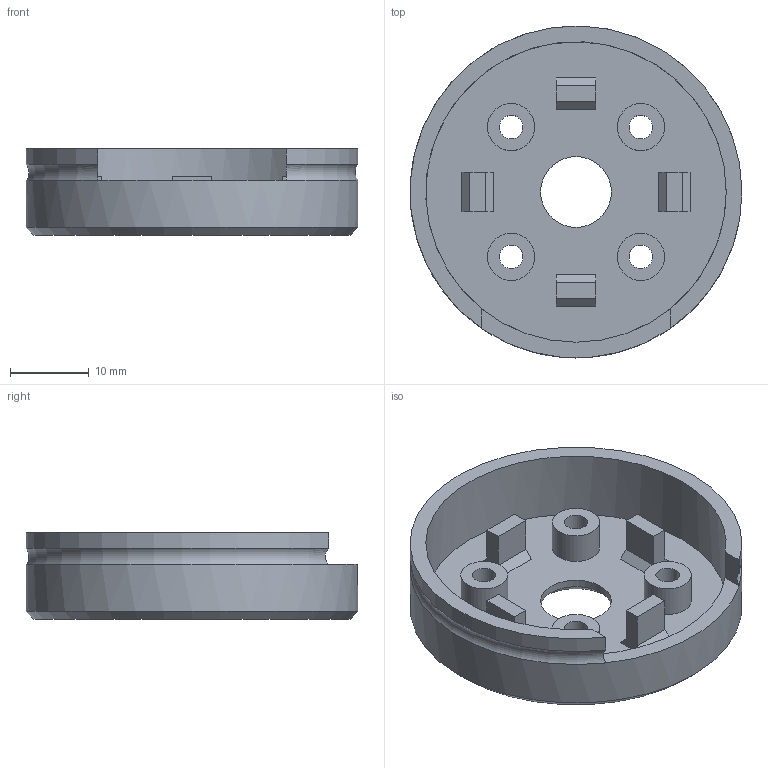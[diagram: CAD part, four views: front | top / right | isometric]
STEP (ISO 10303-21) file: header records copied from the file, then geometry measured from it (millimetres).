
FILE_DESCRIPTION(('FreeCAD Model'),'2;1');
FILE_NAME('Open CASCADE Shape Model','2025-01-07T19:54:16',('Author'),( ''),'Open CASCADE STEP processor 7.8','FreeCAD','Unknown');
FILE_SCHEMA(('AUTOMOTIVE_DESIGN { 1 0 10303 214 1 1 1 1 }'));
Length unit declared in the file: millimetre
Products named in the file (1): Body
Bounding box: 42.2 x 42.2 x 11 mm (x, y, z)
Volume: 5130.7 mm3; surface area: 5760.5 mm2
Topology: 1 solids, 1 shells, 54 faces, 128 edges, 84 vertices
Faces by surface type: plane 38, cylinder 12, cone 2, torus 2
Full cylindrical faces by diameter (mm): 3 x4, 6 x4, 9 x1, 38.2 x1, 42.2 x1
Entity records: 1637 total; most frequent: CARTESIAN_POINT 321, DIRECTION 265, ORIENTED_EDGE 256, EDGE_CURVE 128, LINE 89, VECTOR 89, AXIS2_PLACEMENT_3D 88, VERTEX_POINT 84
